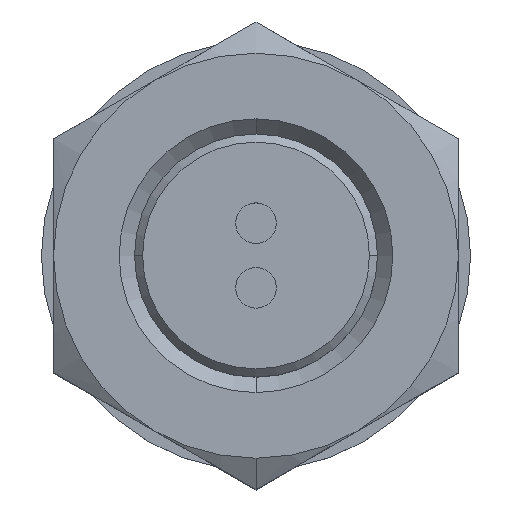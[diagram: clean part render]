
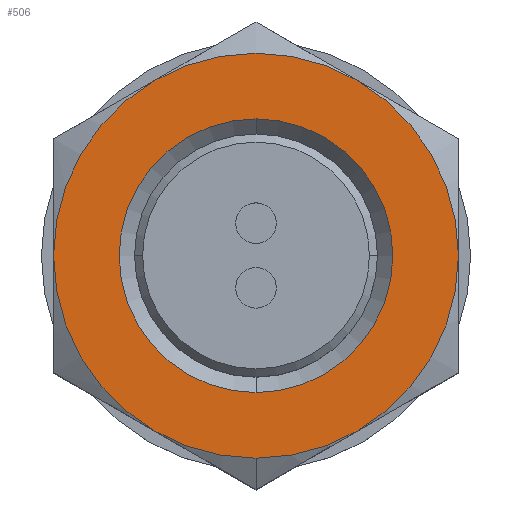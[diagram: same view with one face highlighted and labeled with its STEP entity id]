
A CAD part, top view. The second image highlights one B-rep face of the part: STEP entity #506.
In plain terms, the highlighted face is planar.
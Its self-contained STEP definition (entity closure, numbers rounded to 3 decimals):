
#19=CARTESIAN_POINT('',(0.,-2.5,0.));
#20=DIRECTION('',(0.,1.,0.));
#21=DIRECTION('',(1.,0.,0.));
#22=AXIS2_PLACEMENT_3D('',#19,#20,#21);
#24=CARTESIAN_POINT('',(0.,-2.5,0.));
#25=DIRECTION('',(0.,1.,0.));
#26=DIRECTION('',(0.5,0.,-0.866));
#27=AXIS2_PLACEMENT_3D('',#24,#25,#26);
#29=CARTESIAN_POINT('',(0.,-2.5,0.));
#30=DIRECTION('',(0.,1.,0.));
#31=DIRECTION('',(-0.5,0.,-0.866));
#32=AXIS2_PLACEMENT_3D('',#29,#30,#31);
#34=CARTESIAN_POINT('',(0.,-2.5,0.));
#35=DIRECTION('',(0.,1.,0.));
#36=DIRECTION('',(-1.,0.,0.));
#37=AXIS2_PLACEMENT_3D('',#34,#35,#36);
#39=CARTESIAN_POINT('',(0.,-2.5,0.));
#40=DIRECTION('',(0.,1.,0.));
#41=DIRECTION('',(-0.5,0.,0.866));
#42=AXIS2_PLACEMENT_3D('',#39,#40,#41);
#44=CARTESIAN_POINT('',(0.,-2.5,0.));
#45=DIRECTION('',(0.,1.,0.));
#46=DIRECTION('',(0.,0.,1.));
#47=AXIS2_PLACEMENT_3D('',#44,#45,#46);
#49=CARTESIAN_POINT('',(0.,-2.5,0.));
#50=DIRECTION('',(0.,1.,0.));
#51=DIRECTION('',(0.5,0.,0.866));
#52=AXIS2_PLACEMENT_3D('',#49,#50,#51);
#54=CARTESIAN_POINT('',(0.,-2.5,0.));
#55=DIRECTION('',(0.,-1.,0.));
#56=DIRECTION('',(0.,0.,1.));
#57=AXIS2_PLACEMENT_3D('',#54,#55,#56);
#59=CARTESIAN_POINT('',(0.,-2.5,0.));
#60=DIRECTION('',(0.,-1.,0.));
#61=DIRECTION('',(0.,0.,-1.));
#62=AXIS2_PLACEMENT_3D('',#59,#60,#61);
#71=CARTESIAN_POINT('',(5.,-2.5,
0.));
#208=CARTESIAN_POINT('',(2.5,-2.5,4.33));
#274=CARTESIAN_POINT('',(-5.,-2.5,
0.));
#292=CARTESIAN_POINT('',(-2.5,-2.5,
-4.33));
#337=CARTESIAN_POINT('',(2.5,-2.5,-4.33));
#393=CARTESIAN_POINT('',(0.,-2.5,-3.38));
#395=VERTEX_POINT('',#393);
#399=CARTESIAN_POINT('',(0.,-2.5,3.38));
#400=VERTEX_POINT('',#399);
#401=CARTESIAN_POINT('',(-2.5,-2.5,4.33));
#402=CARTESIAN_POINT('',(0.,-2.5,5.));
#403=VERTEX_POINT('',#401);
#404=VERTEX_POINT('',#402);
#440=VERTEX_POINT('',#292);
#444=VERTEX_POINT('',#274);
#447=VERTEX_POINT('',#208);
#448=VERTEX_POINT('',#337);
#450=VERTEX_POINT('',#71);
#481=CARTESIAN_POINT('',(0.,-2.5,-0.002));
#482=DIRECTION('',(0.,1.,0.));
#483=DIRECTION('',(0.,0.,1.));
#484=AXIS2_PLACEMENT_3D('',#481,#482,#483);
#485=PLANE('',#484);
#487=ORIENTED_EDGE('',*,*,#486,.T.);
#489=ORIENTED_EDGE('',*,*,#488,.T.);
#491=ORIENTED_EDGE('',*,*,#490,.T.);
#493=ORIENTED_EDGE('',*,*,#492,.T.);
#495=ORIENTED_EDGE('',*,*,#494,.T.);
#497=ORIENTED_EDGE('',*,*,#496,.T.);
#499=ORIENTED_EDGE('',*,*,#498,.T.);
#500=EDGE_LOOP('',(#487,#489,#491,#493,#495,#497,#499));
#501=FACE_OUTER_BOUND('',#500,.F.);
#502=ORIENTED_EDGE('',*,*,#458,.T.);
#503=ORIENTED_EDGE('',*,*,#472,.T.);
#504=EDGE_LOOP('',(#502,#503));
#505=FACE_BOUND('',#504,.F.);
#506=ADVANCED_FACE('',(#501,#505),#485,.F.);
#23=CIRCLE('',#22,5.);
#28=CIRCLE('',#27,5.);
#33=CIRCLE('',#32,5.);
#38=CIRCLE('',#37,5.);
#43=CIRCLE('',#42,5.);
#48=CIRCLE('',#47,5.);
#53=CIRCLE('',#52,5.);
#58=CIRCLE('',#57,3.38);
#63=CIRCLE('',#62,3.38);
#458=EDGE_CURVE('',#400,#395,#58,.T.);
#472=EDGE_CURVE('',#395,#400,#63,.T.);
#486=EDGE_CURVE('',#450,#448,#23,.T.);
#488=EDGE_CURVE('',#448,#440,#28,.T.);
#490=EDGE_CURVE('',#440,#444,#33,.T.);
#492=EDGE_CURVE('',#444,#403,#38,.T.);
#494=EDGE_CURVE('',#403,#404,#43,.T.);
#496=EDGE_CURVE('',#404,#447,#48,.T.);
#498=EDGE_CURVE('',#447,#450,#53,.T.);
